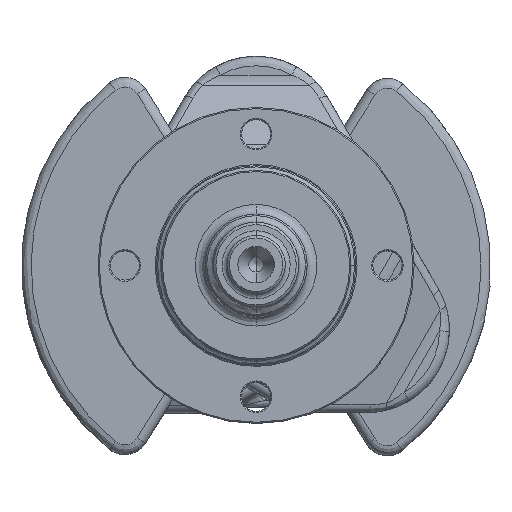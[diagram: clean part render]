
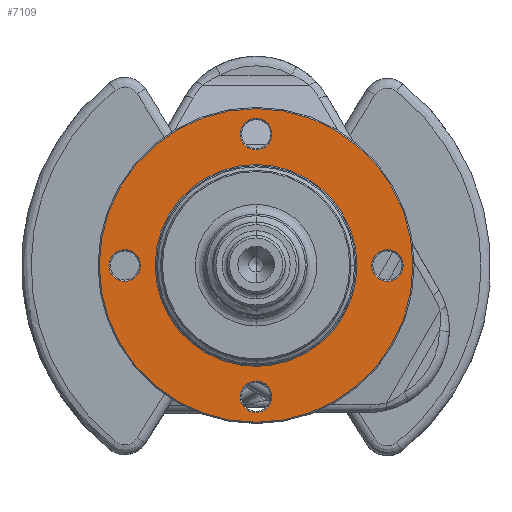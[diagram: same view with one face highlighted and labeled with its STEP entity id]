
A CAD part, top view. The second image highlights one B-rep face of the part: STEP entity #7109.
In plain terms, the highlighted planar face has unit normal (0, 0, 1).
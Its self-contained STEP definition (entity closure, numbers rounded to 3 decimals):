
#6332=CARTESIAN_POINT('Vertex',(0.,64.5,264.5)) ;
#6338=CARTESIAN_POINT('Vertex',(0.,-64.5,264.5)) ;
#6341=CARTESIAN_POINT('Axis2P3D Location',(0.,0.,264.5)) ;
#6360=CARTESIAN_POINT('Axis2P3D Location',(0.,0.,264.5)) ;
#6383=CARTESIAN_POINT('Vertex',(0.,-47.5,264.5)) ;
#6390=CARTESIAN_POINT('Vertex',(0.,-60.5,264.5)) ;
#6393=CARTESIAN_POINT('Axis2P3D Location',(0.,-54.,264.5)) ;
#6412=CARTESIAN_POINT('Axis2P3D Location',(0.,-54.,264.5)) ;
#6435=CARTESIAN_POINT('Vertex',(47.5,0.,264.5)) ;
#6442=CARTESIAN_POINT('Vertex',(60.5,0.,264.5)) ;
#6445=CARTESIAN_POINT('Axis2P3D Location',(54.,0.,264.5)) ;
#6464=CARTESIAN_POINT('Axis2P3D Location',(54.,0.,264.5)) ;
#6487=CARTESIAN_POINT('Vertex',(-60.5,0.,264.5)) ;
#6494=CARTESIAN_POINT('Vertex',(-47.5,0.,264.5)) ;
#6497=CARTESIAN_POINT('Axis2P3D Location',(-54.,0.,264.5)) ;
#6516=CARTESIAN_POINT('Axis2P3D Location',(-54.,0.,264.5)) ;
#6539=CARTESIAN_POINT('Vertex',(0.,47.5,264.5)) ;
#6546=CARTESIAN_POINT('Vertex',(0.,60.5,264.5)) ;
#6549=CARTESIAN_POINT('Axis2P3D Location',(0.,54.,264.5)) ;
#6568=CARTESIAN_POINT('Axis2P3D Location',(0.,54.,264.5)) ;
#7066=CARTESIAN_POINT('Axis2P3D Location',(-67.08,-67.08,264.5)) ;
#7091=CARTESIAN_POINT('Axis2P3D Location',(0.,0.,264.5)) ;
#7095=CARTESIAN_POINT('Vertex',(0.,41.5,264.5)) ;
#7097=CARTESIAN_POINT('Vertex',(0.,-41.5,264.5)) ;
#7100=CARTESIAN_POINT('Axis2P3D Location',(0.,0.,264.5)) ;
#6342=DIRECTION('Axis2P3D Direction',(0.,0.,-1.)) ;
#6361=DIRECTION('Axis2P3D Direction',(0.,0.,-1.)) ;
#6394=DIRECTION('Axis2P3D Direction',(0.,0.,1.)) ;
#6413=DIRECTION('Axis2P3D Direction',(0.,0.,1.)) ;
#6446=DIRECTION('Axis2P3D Direction',(0.,0.,1.)) ;
#6465=DIRECTION('Axis2P3D Direction',(0.,0.,1.)) ;
#6498=DIRECTION('Axis2P3D Direction',(0.,0.,1.)) ;
#6517=DIRECTION('Axis2P3D Direction',(0.,0.,1.)) ;
#6550=DIRECTION('Axis2P3D Direction',(0.,0.,1.)) ;
#6569=DIRECTION('Axis2P3D Direction',(0.,0.,1.)) ;
#7067=DIRECTION('Axis2P3D Direction',(0.,0.,-1.)) ;
#7068=DIRECTION('Axis2P3D XDirection',(0.,1.,0.)) ;
#7092=DIRECTION('Axis2P3D Direction',(0.,0.,-1.)) ;
#7101=DIRECTION('Axis2P3D Direction',(0.,0.,-1.)) ;
#6343=AXIS2_PLACEMENT_3D('Circle Axis2P3D',#6341,#6342,$) ;
#6362=AXIS2_PLACEMENT_3D('Circle Axis2P3D',#6360,#6361,$) ;
#6395=AXIS2_PLACEMENT_3D('Circle Axis2P3D',#6393,#6394,$) ;
#6414=AXIS2_PLACEMENT_3D('Circle Axis2P3D',#6412,#6413,$) ;
#6447=AXIS2_PLACEMENT_3D('Circle Axis2P3D',#6445,#6446,$) ;
#6466=AXIS2_PLACEMENT_3D('Circle Axis2P3D',#6464,#6465,$) ;
#6499=AXIS2_PLACEMENT_3D('Circle Axis2P3D',#6497,#6498,$) ;
#6518=AXIS2_PLACEMENT_3D('Circle Axis2P3D',#6516,#6517,$) ;
#6551=AXIS2_PLACEMENT_3D('Circle Axis2P3D',#6549,#6550,$) ;
#6570=AXIS2_PLACEMENT_3D('Circle Axis2P3D',#6568,#6569,$) ;
#7069=AXIS2_PLACEMENT_3D('Plane Axis2P3D',#7066,#7067,#7068) ;
#7093=AXIS2_PLACEMENT_3D('Circle Axis2P3D',#7091,#7092,$) ;
#7102=AXIS2_PLACEMENT_3D('Circle Axis2P3D',#7100,#7101,$) ;
#7072=ORIENTED_EDGE('',*,*,#6364,.F.) ;
#7073=ORIENTED_EDGE('',*,*,#6345,.F.) ;
#7076=ORIENTED_EDGE('',*,*,#6416,.T.) ;
#7077=ORIENTED_EDGE('',*,*,#6397,.T.) ;
#7080=ORIENTED_EDGE('',*,*,#6449,.T.) ;
#7081=ORIENTED_EDGE('',*,*,#6468,.T.) ;
#7084=ORIENTED_EDGE('',*,*,#6501,.T.) ;
#7085=ORIENTED_EDGE('',*,*,#6520,.T.) ;
#7088=ORIENTED_EDGE('',*,*,#6572,.F.) ;
#7089=ORIENTED_EDGE('',*,*,#6553,.F.) ;
#7106=ORIENTED_EDGE('',*,*,#7099,.T.) ;
#7107=ORIENTED_EDGE('',*,*,#7104,.T.) ;
#7078=FACE_BOUND('',#7075,.T.) ;
#7082=FACE_BOUND('',#7079,.T.) ;
#7086=FACE_BOUND('',#7083,.T.) ;
#7090=FACE_BOUND('',#7087,.T.) ;
#7108=FACE_BOUND('',#7105,.T.) ;
#7109=ADVANCED_FACE('    MSBR1',(#7074,#7078,#7082,#7086,#7090,#7108),#7070,.F.) ;
#6344=CIRCLE('generated circle',#6343,64.5) ;
#6363=CIRCLE('generated circle',#6362,64.5) ;
#6396=CIRCLE('generated circle',#6395,6.5) ;
#6415=CIRCLE('generated circle',#6414,6.5) ;
#6448=CIRCLE('generated circle',#6447,6.5) ;
#6467=CIRCLE('generated circle',#6466,6.5) ;
#6500=CIRCLE('generated circle',#6499,6.5) ;
#6519=CIRCLE('generated circle',#6518,6.5) ;
#6552=CIRCLE('generated circle',#6551,6.5) ;
#6571=CIRCLE('generated circle',#6570,6.5) ;
#7094=CIRCLE('generated circle',#7093,41.5) ;
#7103=CIRCLE('generated circle',#7102,41.5) ;
#6345=EDGE_CURVE('',#6339,#6333,#6344,.T.) ;
#6364=EDGE_CURVE('',#6333,#6339,#6363,.T.) ;
#6397=EDGE_CURVE('',#6384,#6391,#6396,.F.) ;
#6416=EDGE_CURVE('',#6391,#6384,#6415,.F.) ;
#6449=EDGE_CURVE('',#6436,#6443,#6448,.F.) ;
#6468=EDGE_CURVE('',#6443,#6436,#6467,.F.) ;
#6501=EDGE_CURVE('',#6488,#6495,#6500,.F.) ;
#6520=EDGE_CURVE('',#6495,#6488,#6519,.F.) ;
#6553=EDGE_CURVE('',#6547,#6540,#6552,.T.) ;
#6572=EDGE_CURVE('',#6540,#6547,#6571,.T.) ;
#7099=EDGE_CURVE('',#7096,#7098,#7094,.T.) ;
#7104=EDGE_CURVE('',#7098,#7096,#7103,.T.) ;
#7071=EDGE_LOOP('',(#7072,#7073)) ;
#7075=EDGE_LOOP('',(#7076,#7077)) ;
#7079=EDGE_LOOP('',(#7080,#7081)) ;
#7083=EDGE_LOOP('',(#7084,#7085)) ;
#7087=EDGE_LOOP('',(#7088,#7089)) ;
#7105=EDGE_LOOP('',(#7106,#7107)) ;
#7074=FACE_OUTER_BOUND('',#7071,.T.) ;
#7070=PLANE('',#7069) ;
#6333=VERTEX_POINT('',#6332) ;
#6339=VERTEX_POINT('',#6338) ;
#6384=VERTEX_POINT('',#6383) ;
#6391=VERTEX_POINT('',#6390) ;
#6436=VERTEX_POINT('',#6435) ;
#6443=VERTEX_POINT('',#6442) ;
#6488=VERTEX_POINT('',#6487) ;
#6495=VERTEX_POINT('',#6494) ;
#6540=VERTEX_POINT('',#6539) ;
#6547=VERTEX_POINT('',#6546) ;
#7096=VERTEX_POINT('',#7095) ;
#7098=VERTEX_POINT('',#7097) ;
